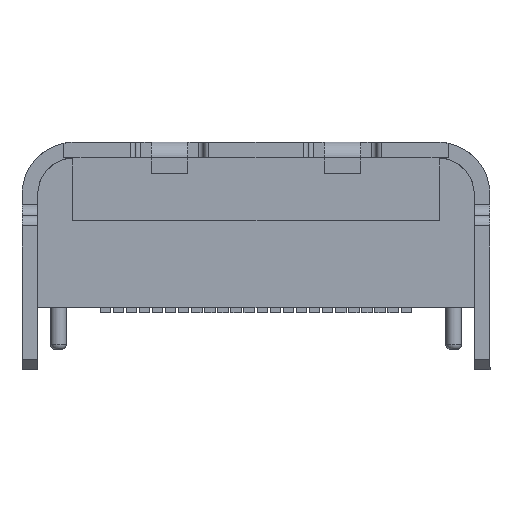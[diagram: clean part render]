
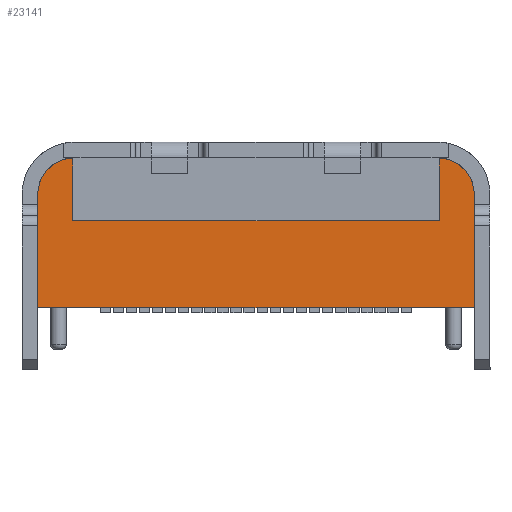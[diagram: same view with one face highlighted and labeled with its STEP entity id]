
A CAD part, front view. The second image highlights one B-rep face of the part: STEP entity #23141.
In plain terms, the highlighted planar face has unit normal (0, -1, 0).
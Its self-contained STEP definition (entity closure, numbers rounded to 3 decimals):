
#164 = CARTESIAN_POINT ( 'NONE',  ( 4.17, -3.85, 1. ) ) ;
#468 = DIRECTION ( 'NONE',  ( 0., -1., 0. ) ) ;
#1399 = VECTOR ( 'NONE', #12388, 1000. ) ;
#1816 = CARTESIAN_POINT ( 'NONE',  ( -4.17, -3.85, 0. ) ) ;
#2200 = ORIENTED_EDGE ( 'NONE', *, *, #11291, .T. ) ;
#2442 = CARTESIAN_POINT ( 'NONE',  ( -3.47, -3.85, 2.16 ) ) ;
#5350 = VECTOR ( 'NONE', #7311, 1000. ) ;
#5453 = LINE ( 'NONE', #28004, #33207 ) ;
#7311 = DIRECTION ( 'NONE',  ( 1., 0., 0. ) ) ;
#7720 = LINE ( 'NONE', #37328, #5350 ) ;
#10926 = VERTEX_POINT ( 'NONE', #41777 ) ;
#11291 = EDGE_CURVE ( 'NONE', #41866, #37463, #7720, .T. ) ;
#12310 = ORIENTED_EDGE ( 'NONE', *, *, #21671, .T. ) ;
#12388 = DIRECTION ( 'NONE',  ( 1., 0., 0. ) ) ;
#13267 = CARTESIAN_POINT ( 'NONE',  ( 4.17, -3.85, 2.16 ) ) ;
#13337 = DIRECTION ( 'NONE',  ( 0., 1., 0. ) ) ;
#13533 = DIRECTION ( 'NONE',  ( 0., 0., -1. ) ) ;
#14333 = EDGE_CURVE ( 'NONE', #10926, #37794, #19410, .T. ) ;
#15760 = CARTESIAN_POINT ( 'NONE',  ( -3.5, -3.85, 1.66 ) ) ;
#16006 = DIRECTION ( 'NONE',  ( 0., 0., -1. ) ) ;
#16081 = CARTESIAN_POINT ( 'NONE',  ( 4.17, -3.85, 0. ) ) ;
#16146 = LINE ( 'NONE', #164, #37927 ) ;
#16575 = CARTESIAN_POINT ( 'NONE',  ( 3.5, -3.85, 2.859 ) ) ;
#17440 = EDGE_CURVE ( 'NONE', #34052, #10926, #29038, .T. ) ;
#17750 = ORIENTED_EDGE ( 'NONE', *, *, #17440, .F. ) ;
#17779 = ORIENTED_EDGE ( 'NONE', *, *, #33921, .F. ) ;
#18480 = LINE ( 'NONE', #25098, #23125 ) ;
#19410 = LINE ( 'NONE', #25192, #25347 ) ;
#20375 = AXIS2_PLACEMENT_3D ( 'NONE', #29684, #468, #13533 ) ;
#20925 = VERTEX_POINT ( 'NONE', #13267 ) ;
#20940 = VERTEX_POINT ( 'NONE', #33295 ) ;
#21671 = EDGE_CURVE ( 'NONE', #20925, #40094, #41567, .T. ) ;
#21979 = EDGE_CURVE ( 'NONE', #37794, #20940, #32411, .T. ) ;
#23125 = VECTOR ( 'NONE', #38133, 1000. ) ;
#23141 = ADVANCED_FACE ( 'NONE', ( #23359 ), #29947, .T. ) ;
#23359 = FACE_OUTER_BOUND ( 'NONE', #35687, .T. ) ;
#24388 = ORIENTED_EDGE ( 'NONE', *, *, #21979, .F. ) ;
#24393 = ORIENTED_EDGE ( 'NONE', *, *, #14333, .F. ) ;
#25098 = CARTESIAN_POINT ( 'NONE',  ( 3.5, -3.85, 2.86 ) ) ;
#25192 = CARTESIAN_POINT ( 'NONE',  ( -3.5, -3.85, 2.86 ) ) ;
#25347 = VECTOR ( 'NONE', #16006, 1000. ) ;
#26166 = ORIENTED_EDGE ( 'NONE', *, *, #35020, .F. ) ;
#27576 = ORIENTED_EDGE ( 'NONE', *, *, #32704, .T. ) ;
#28004 = CARTESIAN_POINT ( 'NONE',  ( -4.17, -3.85, 1. ) ) ;
#29038 = CIRCLE ( 'NONE', #38693, 0.7 ) ;
#29684 = CARTESIAN_POINT ( 'NONE',  ( 3.47, -3.85, 2.16 ) ) ;
#29947 = PLANE ( 'NONE',  #36670 ) ;
#32090 = CARTESIAN_POINT ( 'NONE',  ( -3.47, -3.85, 2.16 ) ) ;
#32299 = DIRECTION ( 'NONE',  ( 0., 0., -1. ) ) ;
#32411 = LINE ( 'NONE', #15760, #1399 ) ;
#32704 = EDGE_CURVE ( 'NONE', #37463, #20925, #16146, .T. ) ;
#33207 = VECTOR ( 'NONE', #41078, 1000. ) ;
#33295 = CARTESIAN_POINT ( 'NONE',  ( 3.5, -3.85, 1.66 ) ) ;
#33921 = EDGE_CURVE ( 'NONE', #41866, #34052, #5453, .T. ) ;
#34052 = VERTEX_POINT ( 'NONE', #37594 ) ;
#35020 = EDGE_CURVE ( 'NONE', #20940, #40094, #18480, .T. ) ;
#35378 = DIRECTION ( 'NONE',  ( 0., 0., 1. ) ) ;
#35687 = EDGE_LOOP ( 'NONE', ( #26166, #24388, #24393, #17750, #17779, #2200, #27576, #12310 ) ) ;
#36670 = AXIS2_PLACEMENT_3D ( 'NONE', #2442, #41089, #37234 ) ;
#37234 = DIRECTION ( 'NONE',  ( 0., 0., -1. ) ) ;
#37328 = CARTESIAN_POINT ( 'NONE',  ( -4.17, -3.85, 0. ) ) ;
#37463 = VERTEX_POINT ( 'NONE', #16081 ) ;
#37594 = CARTESIAN_POINT ( 'NONE',  ( -4.17, -3.85, 2.16 ) ) ;
#37794 = VERTEX_POINT ( 'NONE', #39293 ) ;
#37927 = VECTOR ( 'NONE', #35378, 1000. ) ;
#38133 = DIRECTION ( 'NONE',  ( 0., 0., 1. ) ) ;
#38693 = AXIS2_PLACEMENT_3D ( 'NONE', #32090, #13337, #32299 ) ;
#39293 = CARTESIAN_POINT ( 'NONE',  ( -3.5, -3.85, 1.66 ) ) ;
#40094 = VERTEX_POINT ( 'NONE', #16575 ) ;
#41078 = DIRECTION ( 'NONE',  ( 0., 0., 1. ) ) ;
#41089 = DIRECTION ( 'NONE',  ( 0., -1., 0. ) ) ;
#41567 = CIRCLE ( 'NONE', #20375, 0.7 ) ;
#41777 = CARTESIAN_POINT ( 'NONE',  ( -3.5, -3.85, 2.859 ) ) ;
#41866 = VERTEX_POINT ( 'NONE', #1816 ) ;
